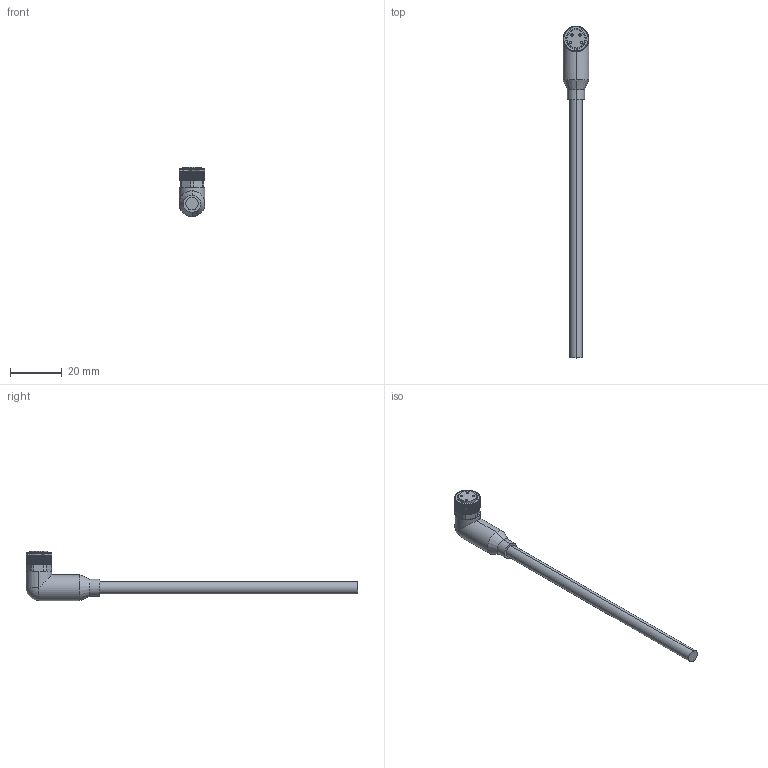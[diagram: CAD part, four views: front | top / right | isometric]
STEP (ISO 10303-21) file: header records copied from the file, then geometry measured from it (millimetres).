
FILE_DESCRIPTION (( 'STEP AP214' ), '1' );
FILE_NAME ('CD08-0W-020-C1.step', '2017-10-30T17:41:10', ( '' ), ( '' ), 'SwSTEP 2.0', 'SolidWorks 2017', '' );
FILE_SCHEMA (( 'AUTOMOTIVE_DESIGN' ));
Length unit declared in the file: millimetre
Products named in the file (1): CD08-0W-020-C1
Bounding box: 10 x 128.6 x 19.1 mm (x, y, z)
Volume: 4340.7 mm3; surface area: 3352.5 mm2
Topology: 4 solids, 4 shells, 306 faces, 845 edges, 551 vertices
Faces by surface type: plane 220, cylinder 83, cone 2, sphere 1
Entity records: 9751 total; most frequent: CARTESIAN_POINT 1706, ORIENTED_EDGE 1686, DIRECTION 1662, EDGE_CURVE 843, VECTOR 634, LINE 634, VERTEX_POINT 550, AXIS2_PLACEMENT_3D 514
